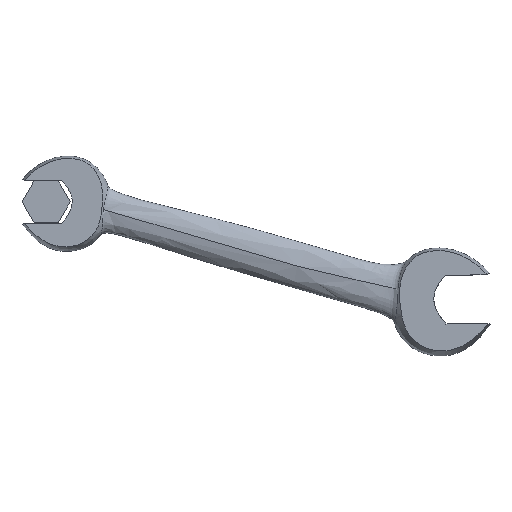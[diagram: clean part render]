
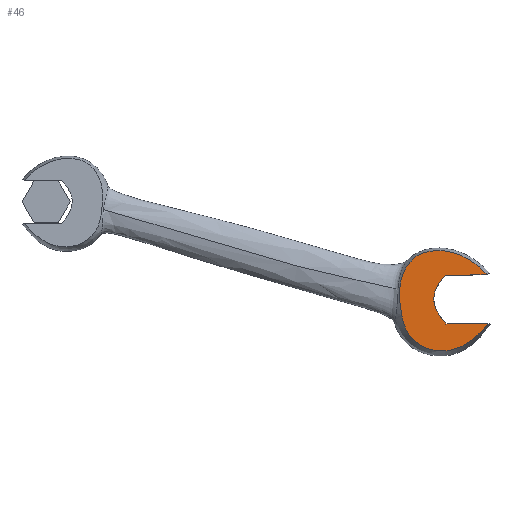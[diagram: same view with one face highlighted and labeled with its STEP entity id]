
A CAD part, top view. The second image highlights one B-rep face of the part: STEP entity #46.
In plain terms, the highlighted free-form (B-spline) face has degree [1, 1] with [2, 2] control points.
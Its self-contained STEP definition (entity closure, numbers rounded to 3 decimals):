
#46=ADVANCED_FACE($,(#82),#450,.T.);
#82=FACE_OUTER_BOUND($,#118,.T.);
#118=EDGE_LOOP($,(#192,#193,#194,#195));
#192=ORIENTED_EDGE($,*,*,#345,.T.);
#193=ORIENTED_EDGE($,*,*,#336,.T.);
#194=ORIENTED_EDGE($,*,*,#333,.T.);
#195=ORIENTED_EDGE($,*,*,#335,.T.);
#333=EDGE_CURVE($,#405,#406,#501,.T.);
#335=EDGE_CURVE($,#406,#423,#503,.T.);
#336=EDGE_CURVE($,#407,#405,#504,.T.);
#345=EDGE_CURVE($,#423,#407,#513,.T.);
#405=VERTEX_POINT($,#3163);
#406=VERTEX_POINT($,#3164);
#407=VERTEX_POINT($,#3165);
#423=VERTEX_POINT($,#3181);
#450=B_SPLINE_SURFACE_WITH_KNOTS($,1,1,((#2198,#2199),(#2200,#2201)),.UNSPECIFIED.,
.F.,.F.,.F.,(2,2),(2,2),(0.523,68.004),(-46.363,
24.731),.UNSPECIFIED.);
#501=B_SPLINE_CURVE_WITH_KNOTS($,3,(#940,#941,#942,#943,#944),.UNSPECIFIED.,
.F.,.F.,(4,1,4),(-37.98,-17.328,0.),.UNSPECIFIED.);
#503=B_SPLINE_CURVE_WITH_KNOTS($,1,(#947,#948),.UNSPECIFIED.,.F.,.F.,(2,
2),(-29.741,-0.003),.UNSPECIFIED.);
#504=B_SPLINE_CURVE_WITH_KNOTS($,1,(#949,#950),.UNSPECIFIED.,.F.,.F.,(2,
2),(-93.677,-63.936),.UNSPECIFIED.);
#513=B_SPLINE_CURVE_WITH_KNOTS($,3,(#1048,#1049,#1050,#1051,#1052,#1053,
#1054,#1055,#1056,#1057,#1058,#1059,#1060,#1061,#1062,#1063,#1064,#1065,
#1066,#1067,#1068,#1069,#1070,#1071,#1072,#1073,#1074,#1075,#1076,#1077,
#1078,#1079,#1080,#1081,#1082,#1083,#1084,#1085,#1086,#1087,#1088,#1089,
#1090,#1091,#1092,#1093,#1094,#1095),.UNSPECIFIED.,.F.,.F.,(4,2,2,2,2,2,
1,1,1,2,2,2,2,1,1,1,2,2,2,2,2,2,1,1,1,2,2,1,4),(18.575,22.077,
26.492,35.323,52.985,61.816,67.979,
70.646,73.314,75.982,81.317,91.987,
102.657,109.993,113.327,116.661,119.995,
126.662,133.329,139.997,146.664,153.331,
159.999,166.666,173.334,183.754,192.298,
196.57,200.842),.UNSPECIFIED.);
#940=CARTESIAN_POINT($,(151.18,-54.506,22.));
#941=CARTESIAN_POINT($,(145.783,-48.905,22.));
#942=CARTESIAN_POINT($,(136.969,-34.163,22.));
#943=CARTESIAN_POINT($,(146.217,-20.537,22.));
#944=CARTESIAN_POINT($,(150.539,-15.763,22.));
#947=CARTESIAN_POINT($,(150.539,-15.763,22.));
#948=CARTESIAN_POINT($,(183.996,-15.242,22.));
#949=CARTESIAN_POINT($,(184.641,-53.985,22.));
#950=CARTESIAN_POINT($,(151.18,-54.506,22.));
#1048=CARTESIAN_POINT($,(183.996,-15.242,22.));
#1049=CARTESIAN_POINT($,(183.143,-14.235,22.));
#1050=CARTESIAN_POINT($,(182.244,-13.267,22.));
#1051=CARTESIAN_POINT($,(180.156,-11.139,22.));
#1052=CARTESIAN_POINT($,(178.938,-10.005,22.));
#1053=CARTESIAN_POINT($,(175.151,-6.762,22.));
#1054=CARTESIAN_POINT($,(172.441,-4.817,22.));
#1055=CARTESIAN_POINT($,(163.891,0.275,22.));
#1056=CARTESIAN_POINT($,(157.574,2.694,22.));
#1057=CARTESIAN_POINT($,(147.723,4.077,22.));
#1058=CARTESIAN_POINT($,(144.389,4.165,22.));
#1059=CARTESIAN_POINT($,(138.794,3.598,22.));
#1060=CARTESIAN_POINT($,(135.525,2.965,22.));
#1061=CARTESIAN_POINT($,(131.469,1.475,22.));
#1062=CARTESIAN_POINT($,(128.775,0.134,22.));
#1063=CARTESIAN_POINT($,(127.1,-0.973,22.));
#1064=CARTESIAN_POINT($,(124.706,-2.795,22.));
#1065=CARTESIAN_POINT($,(123.271,-4.217,22.));
#1066=CARTESIAN_POINT($,(119.466,-8.894,22.));
#1067=CARTESIAN_POINT($,(117.585,-12.52,22.));
#1068=CARTESIAN_POINT($,(115.001,-20.145,22.));
#1069=CARTESIAN_POINT($,(114.351,-24.164,22.));
#1070=CARTESIAN_POINT($,(114.054,-30.956,22.));
#1071=CARTESIAN_POINT($,(114.189,-34.992,22.));
#1072=CARTESIAN_POINT($,(114.745,-40.252,22.));
#1073=CARTESIAN_POINT($,(115.272,-43.993,22.));
#1074=CARTESIAN_POINT($,(115.677,-46.479,22.));
#1075=CARTESIAN_POINT($,(116.359,-50.194,22.));
#1076=CARTESIAN_POINT($,(116.926,-52.655,22.));
#1077=CARTESIAN_POINT($,(118.547,-57.423,22.));
#1078=CARTESIAN_POINT($,(119.638,-59.712,22.));
#1079=CARTESIAN_POINT($,(122.388,-63.923,22.));
#1080=CARTESIAN_POINT($,(124.019,-65.859,22.));
#1081=CARTESIAN_POINT($,(127.692,-69.281,22.));
#1082=CARTESIAN_POINT($,(129.735,-70.769,22.));
#1083=CARTESIAN_POINT($,(134.132,-73.177,22.));
#1084=CARTESIAN_POINT($,(136.477,-74.103,22.));
#1085=CARTESIAN_POINT($,(141.312,-75.401,22.));
#1086=CARTESIAN_POINT($,(146.287,-76.151,22.));
#1087=CARTESIAN_POINT($,(153.817,-75.678,22.));
#1088=CARTESIAN_POINT($,(162.432,-73.218,22.));
#1089=CARTESIAN_POINT($,(168.062,-70.023,22.));
#1090=CARTESIAN_POINT($,(173.825,-65.836,22.));
#1091=CARTESIAN_POINT($,(176.249,-63.708,22.));
#1092=CARTESIAN_POINT($,(179.608,-60.251,22.));
#1093=CARTESIAN_POINT($,(181.754,-57.854,22.));
#1094=CARTESIAN_POINT($,(183.715,-55.301,22.));
#1095=CARTESIAN_POINT($,(184.641,-53.985,22.));
#2198=CARTESIAN_POINT($,(175.146,15.436,22.));
#2199=CARTESIAN_POINT($,(199.285,-61.396,22.));
#2200=CARTESIAN_POINT($,(102.754,-7.548,22.));
#2201=CARTESIAN_POINT($,(126.893,-84.38,22.));
#3163=CARTESIAN_POINT($,(151.18,-54.506,22.));
#3164=CARTESIAN_POINT($,(150.539,-15.763,22.));
#3165=CARTESIAN_POINT($,(184.641,-53.985,22.));
#3181=CARTESIAN_POINT($,(183.996,-15.242,22.));
